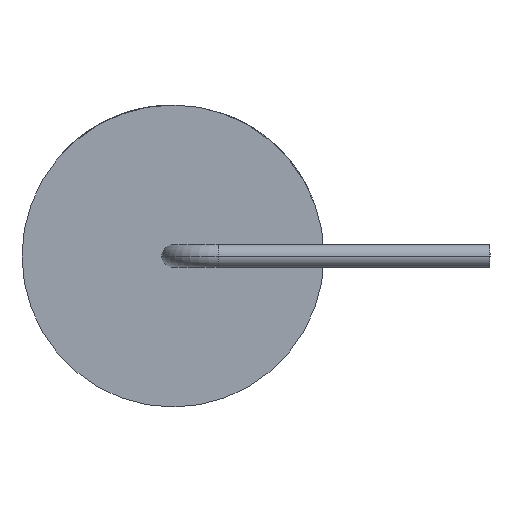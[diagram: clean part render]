
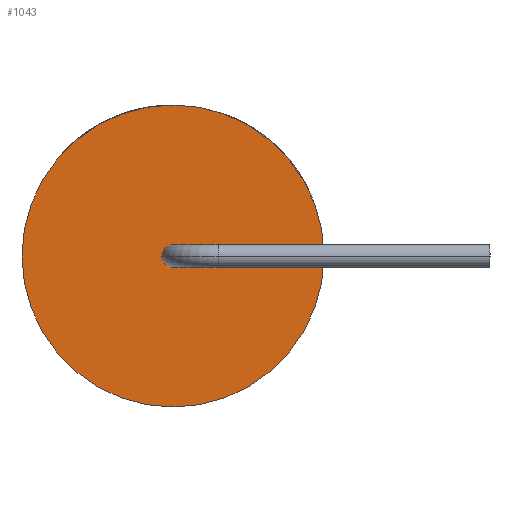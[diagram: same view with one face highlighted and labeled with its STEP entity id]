
A CAD part, left-side view. The second image highlights one B-rep face of the part: STEP entity #1043.
In plain terms, the highlighted planar face has unit normal (-1, 0, 0).
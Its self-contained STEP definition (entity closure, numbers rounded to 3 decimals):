
#245 = EDGE_CURVE ( 'NONE', #1079, #1092, #1679, .T. ) ;
#329 = EDGE_LOOP ( 'NONE', ( #1616, #1617 ) ) ;
#381 = EDGE_LOOP ( 'NONE', ( #1614, #1615 ) ) ;
#1043 = ADVANCED_FACE ( 'NONE', ( #3043, #3047 ), #3251, .F. ) ;
#1079 = VERTEX_POINT ( 'NONE', #3355 ) ;
#1092 = VERTEX_POINT ( 'NONE', #3368 ) ;
#1235 = EDGE_CURVE ( 'NONE', #1316, #1317, #3116, .T. ) ;
#1238 = EDGE_CURVE ( 'NONE', #1317, #1316, #3123, .T. ) ;
#1262 = EDGE_CURVE ( 'NONE', #1092, #1079, #3127, .T. ) ;
#1295 = AXIS2_PLACEMENT_3D ( 'NONE', #2178, #2179, #2180 ) ;
#1316 = VERTEX_POINT ( 'NONE', #4698 ) ;
#1317 = VERTEX_POINT ( 'NONE', #4699 ) ;
#1614 = ORIENTED_EDGE ( 'NONE', *, *, #245, .T. ) ;
#1615 = ORIENTED_EDGE ( 'NONE', *, *, #1262, .T. ) ;
#1616 = ORIENTED_EDGE ( 'NONE', *, *, #1238, .F. ) ;
#1617 = ORIENTED_EDGE ( 'NONE', *, *, #1235, .F. ) ;
#1679 = CIRCLE ( 'NONE', #1295, 0.5 ) ;
#2178 = CARTESIAN_POINT ( 'NONE',  ( 4.191, 15., 0. ) ) ;
#2179 = DIRECTION ( 'NONE',  ( 1., 0., 0. ) ) ;
#2180 = DIRECTION ( 'NONE',  ( 0., 0., 1. ) ) ;
#2378 = AXIS2_PLACEMENT_3D ( 'NONE', #3258, #3259, #3260 ) ;
#3043 = FACE_BOUND ( 'NONE', #381, .T. ) ;
#3047 = FACE_OUTER_BOUND ( 'NONE', #329, .T. ) ;
#3116 = CIRCLE ( 'NONE', #4175, 6.668 ) ;
#3123 = CIRCLE ( 'NONE', #4177, 6.668 ) ;
#3127 = CIRCLE ( 'NONE', #4181, 0.5 ) ;
#3251 = PLANE ( 'NONE',  #2378 ) ;
#3258 = CARTESIAN_POINT ( 'NONE',  ( 4.191, 15., 0. ) ) ;
#3259 = DIRECTION ( 'NONE',  ( 1., 0., 0. ) ) ;
#3260 = DIRECTION ( 'NONE',  ( 0., 1., 0. ) ) ;
#3355 = CARTESIAN_POINT ( 'NONE',  ( 4.191, 15., -0.5 ) ) ;
#3368 = CARTESIAN_POINT ( 'NONE',  ( 4.191, 15., 0.5 ) ) ;
#4175 = AXIS2_PLACEMENT_3D ( 'NONE', #4275, #4276, #4277 ) ;
#4177 = AXIS2_PLACEMENT_3D ( 'NONE', #4285, #4286, #4287 ) ;
#4181 = AXIS2_PLACEMENT_3D ( 'NONE', #4553, #4554, #4555 ) ;
#4275 = CARTESIAN_POINT ( 'NONE',  ( 4.191, 15., 0. ) ) ;
#4276 = DIRECTION ( 'NONE',  ( 1., 0., 0. ) ) ;
#4277 = DIRECTION ( 'NONE',  ( 0., 1., 0. ) ) ;
#4285 = CARTESIAN_POINT ( 'NONE',  ( 4.191, 15., 0. ) ) ;
#4286 = DIRECTION ( 'NONE',  ( 1., 0., 0. ) ) ;
#4287 = DIRECTION ( 'NONE',  ( 0., 1., 0. ) ) ;
#4553 = CARTESIAN_POINT ( 'NONE',  ( 4.191, 15., 0. ) ) ;
#4554 = DIRECTION ( 'NONE',  ( 1., 0., 0. ) ) ;
#4555 = DIRECTION ( 'NONE',  ( 0., 0., 1. ) ) ;
#4698 = CARTESIAN_POINT ( 'NONE',  ( 4.191, 21.668, 0. ) ) ;
#4699 = CARTESIAN_POINT ( 'NONE',  ( 4.191, 8.332, 0. ) ) ;
